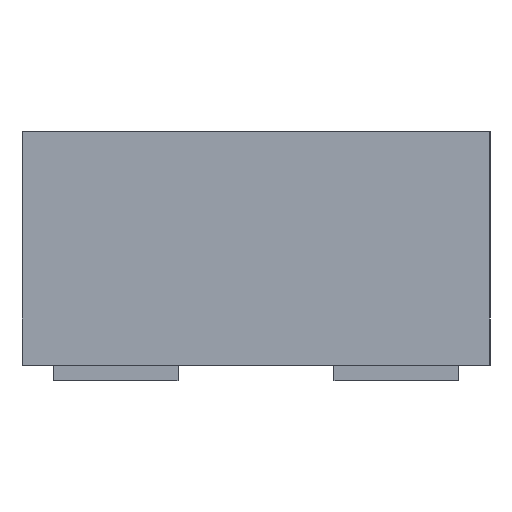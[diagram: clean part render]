
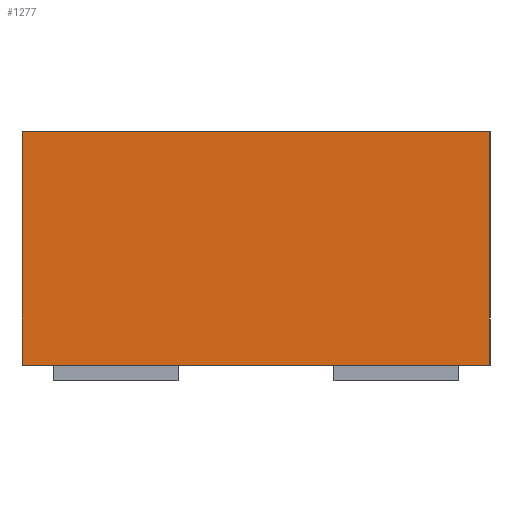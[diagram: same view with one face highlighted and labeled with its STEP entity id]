
A CAD part, left-side view. The second image highlights one B-rep face of the part: STEP entity #1277.
In plain terms, the highlighted planar face has unit normal (-1, 0, 0).
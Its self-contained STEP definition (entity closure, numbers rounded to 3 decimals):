
#1277 = ADVANCED_FACE('',(#1278),#1312,.F.);
#1278 = FACE_BOUND('',#1279,.T.);
#1279 = EDGE_LOOP('',(#1280,#1290,#1298,#1306));
#1280 = ORIENTED_EDGE('',*,*,#1281,.T.);
#1281 = EDGE_CURVE('',#1282,#1284,#1286,.T.);
#1282 = VERTEX_POINT('',#1283);
#1283 = CARTESIAN_POINT('',(-1.6,0.75,0.05));
#1284 = VERTEX_POINT('',#1285);
#1285 = CARTESIAN_POINT('',(-1.6,-0.75,0.05));
#1286 = LINE('',#1287,#1288);
#1287 = CARTESIAN_POINT('',(-1.6,-0.75,0.05));
#1288 = VECTOR('',#1289,1.);
#1289 = DIRECTION('',(0.,-1.,0.));
#1290 = ORIENTED_EDGE('',*,*,#1291,.F.);
#1291 = EDGE_CURVE('',#1292,#1284,#1294,.T.);
#1292 = VERTEX_POINT('',#1293);
#1293 = CARTESIAN_POINT('',(-1.6,-0.75,0.8));
#1294 = LINE('',#1295,#1296);
#1295 = CARTESIAN_POINT('',(-1.6,-0.75,0.8));
#1296 = VECTOR('',#1297,1.);
#1297 = DIRECTION('',(0.,0.,-1.));
#1298 = ORIENTED_EDGE('',*,*,#1299,.F.);
#1299 = EDGE_CURVE('',#1300,#1292,#1302,.T.);
#1300 = VERTEX_POINT('',#1301);
#1301 = CARTESIAN_POINT('',(-1.6,0.75,0.8));
#1302 = LINE('',#1303,#1304);
#1303 = CARTESIAN_POINT('',(-1.6,-0.75,0.8));
#1304 = VECTOR('',#1305,1.);
#1305 = DIRECTION('',(0.,-1.,0.));
#1306 = ORIENTED_EDGE('',*,*,#1307,.T.);
#1307 = EDGE_CURVE('',#1300,#1282,#1308,.T.);
#1308 = LINE('',#1309,#1310);
#1309 = CARTESIAN_POINT('',(-1.6,0.75,0.8));
#1310 = VECTOR('',#1311,1.);
#1311 = DIRECTION('',(0.,0.,-1.));
#1312 = PLANE('',#1313);
#1313 = AXIS2_PLACEMENT_3D('',#1314,#1315,#1316);
#1314 = CARTESIAN_POINT('',(-1.6,-0.75,0.8));
#1315 = DIRECTION('',(1.,0.,0.));
#1316 = DIRECTION('',(0.,1.,0.));
